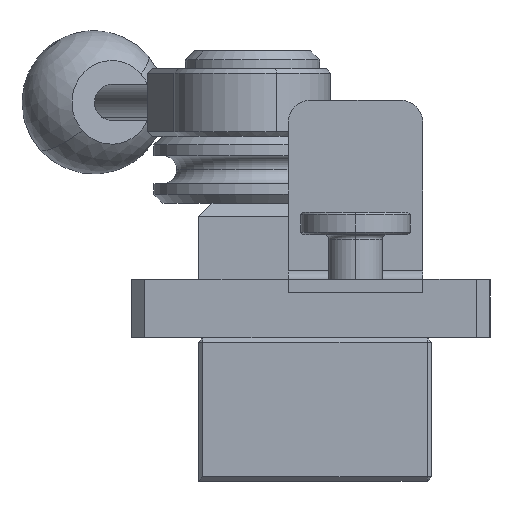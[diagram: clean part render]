
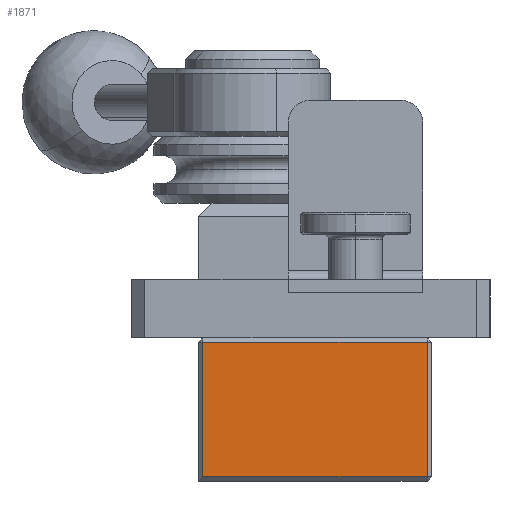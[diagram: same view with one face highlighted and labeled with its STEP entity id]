
A CAD part, left-side view. The second image highlights one B-rep face of the part: STEP entity #1871.
In plain terms, the highlighted face is planar.
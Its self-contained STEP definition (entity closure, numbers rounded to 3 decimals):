
#187 = CARTESIAN_POINT ( 'NONE',  ( 15., 16., 52. ) ) ;
#514 = FACE_OUTER_BOUND ( 'NONE', #4910, .T. ) ;
#601 = ORIENTED_EDGE ( 'NONE', *, *, #9191, .T. ) ;
#1068 = VERTEX_POINT ( 'NONE', #9675 ) ;
#1322 = CARTESIAN_POINT ( 'NONE',  ( -16., 16., 51. ) ) ;
#1360 = AXIS2_PLACEMENT_3D ( 'NONE', #7242, #2855, #6531 ) ;
#1871 = ADVANCED_FACE ( 'NONE', ( #514 ), #2012, .F. ) ;
#2005 = CARTESIAN_POINT ( 'NONE',  ( -16., 16., 1. ) ) ;
#2012 = PLANE ( 'NONE',  #1360 ) ;
#2746 = DIRECTION ( 'NONE',  ( -1., 0., 0. ) ) ;
#2810 = CARTESIAN_POINT ( 'NONE',  ( -15., 16., 52. ) ) ;
#2855 = DIRECTION ( 'NONE',  ( 0., -1., 0. ) ) ;
#2917 = VECTOR ( 'NONE', #2746, 1000. ) ;
#3130 = EDGE_CURVE ( 'NONE', #4279, #6004, #7398, .T. ) ;
#3638 = ORIENTED_EDGE ( 'NONE', *, *, #3130, .T. ) ;
#3740 = VECTOR ( 'NONE', #3816, 1000. ) ;
#3816 = DIRECTION ( 'NONE',  ( 0., 0., -1. ) ) ;
#4279 = VERTEX_POINT ( 'NONE', #8689 ) ;
#4336 = ORIENTED_EDGE ( 'NONE', *, *, #7732, .T. ) ;
#4648 = LINE ( 'NONE', #2005, #2917 ) ;
#4865 = CARTESIAN_POINT ( 'NONE',  ( -15., 16., 51. ) ) ;
#4910 = EDGE_LOOP ( 'NONE', ( #4336, #601, #3638, #6545 ) ) ;
#5468 = VECTOR ( 'NONE', #8721, 1000. ) ;
#5553 = VERTEX_POINT ( 'NONE', #8122 ) ;
#5595 = VECTOR ( 'NONE', #7247, 1000. ) ;
#6004 = VERTEX_POINT ( 'NONE', #4865 ) ;
#6531 = DIRECTION ( 'NONE',  ( 0., 0., -1. ) ) ;
#6545 = ORIENTED_EDGE ( 'NONE', *, *, #7519, .T. ) ;
#7242 = CARTESIAN_POINT ( 'NONE',  ( -16., 16., 52. ) ) ;
#7247 = DIRECTION ( 'NONE',  ( 1., 0., 0. ) ) ;
#7398 = LINE ( 'NONE', #2810, #5468 ) ;
#7519 = EDGE_CURVE ( 'NONE', #6004, #1068, #8992, .T. ) ;
#7732 = EDGE_CURVE ( 'NONE', #1068, #5553, #8298, .T. ) ;
#8122 = CARTESIAN_POINT ( 'NONE',  ( 15., 16., 1. ) ) ;
#8298 = LINE ( 'NONE', #187, #3740 ) ;
#8689 = CARTESIAN_POINT ( 'NONE',  ( -15., 16., 1. ) ) ;
#8721 = DIRECTION ( 'NONE',  ( 0., 0., 1. ) ) ;
#8992 = LINE ( 'NONE', #1322, #5595 ) ;
#9191 = EDGE_CURVE ( 'NONE', #5553, #4279, #4648, .T. ) ;
#9675 = CARTESIAN_POINT ( 'NONE',  ( 15., 16., 51. ) ) ;
